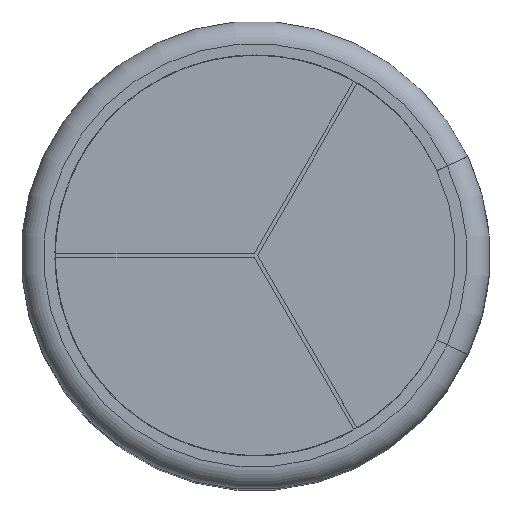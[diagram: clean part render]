
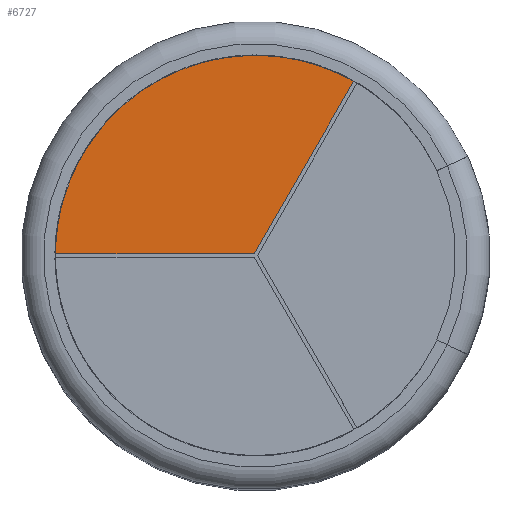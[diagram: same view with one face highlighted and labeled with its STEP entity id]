
A CAD part, top view. The second image highlights one B-rep face of the part: STEP entity #6727.
In plain terms, the highlighted planar face has unit normal (0, 0, 1).
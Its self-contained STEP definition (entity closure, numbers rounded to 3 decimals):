
#320 = CARTESIAN_POINT ( 'NONE',  ( 0., 0., 3.29 ) ) ;
#444 = EDGE_LOOP ( 'NONE', ( #935, #6831, #3282 ) ) ;
#935 = ORIENTED_EDGE ( 'NONE', *, *, #5624, .F. ) ;
#1459 = DIRECTION ( 'NONE',  ( -1., 0., 0. ) ) ;
#1488 = VERTEX_POINT ( 'NONE', #7646 ) ;
#1854 = DIRECTION ( 'NONE',  ( 0., 0., -1. ) ) ;
#2610 = CARTESIAN_POINT ( 'NONE',  ( -5.35, 0.05, 3.29 ) ) ;
#3282 = ORIENTED_EDGE ( 'NONE', *, *, #5572, .F. ) ;
#3565 = CARTESIAN_POINT ( 'NONE',  ( -0.043, 0.025, 3.29 ) ) ;
#3633 = CARTESIAN_POINT ( 'NONE',  ( -0.029, 0.05, 3.29 ) ) ;
#4577 = AXIS2_PLACEMENT_3D ( 'NONE', #10985, #11035, #1459 ) ;
#4823 = CIRCLE ( 'NONE', #6980, 5.35 ) ;
#5572 = EDGE_CURVE ( 'NONE', #10156, #1488, #4823, .T. ) ;
#5624 = EDGE_CURVE ( 'NONE', #8233, #10156, #9284, .T. ) ;
#5728 = FACE_OUTER_BOUND ( 'NONE', #444, .T. ) ;
#6155 = DIRECTION ( 'NONE',  ( -0.5, -0.866, 0. ) ) ;
#6518 = DIRECTION ( 'NONE',  ( -1., 0., 0. ) ) ;
#6727 = ADVANCED_FACE ( 'NONE', ( #5728 ), #9249, .T. ) ;
#6831 = ORIENTED_EDGE ( 'NONE', *, *, #11122, .F. ) ;
#6961 = VECTOR ( 'NONE', #6155, 1000. ) ;
#6980 = AXIS2_PLACEMENT_3D ( 'NONE', #320, #1854, #7203 ) ;
#7203 = DIRECTION ( 'NONE',  ( 1., 0., 0. ) ) ;
#7646 = CARTESIAN_POINT ( 'NONE',  ( 2.632, 4.658, 3.29 ) ) ;
#8233 = VERTEX_POINT ( 'NONE', #3633 ) ;
#8601 = LINE ( 'NONE', #3565, #6961 ) ;
#8614 = VECTOR ( 'NONE', #6518, 1000. ) ;
#9249 = PLANE ( 'NONE',  #4577 ) ;
#9284 = LINE ( 'NONE', #10975, #8614 ) ;
#10156 = VERTEX_POINT ( 'NONE', #2610 ) ;
#10975 = CARTESIAN_POINT ( 'NONE',  ( -0.029, 0.05, 3.29 ) ) ;
#10985 = CARTESIAN_POINT ( 'NONE',  ( 0., 0., 3.29 ) ) ;
#11035 = DIRECTION ( 'NONE',  ( 0., 0., 1. ) ) ;
#11122 = EDGE_CURVE ( 'NONE', #1488, #8233, #8601, .T. ) ;
